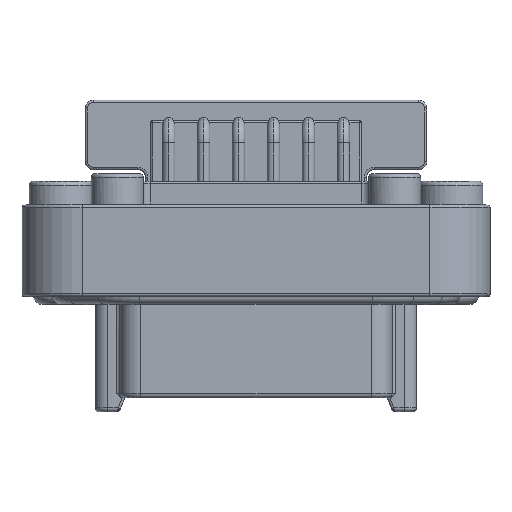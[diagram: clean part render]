
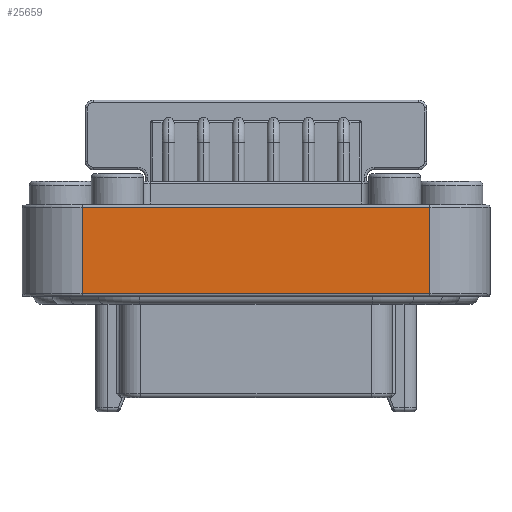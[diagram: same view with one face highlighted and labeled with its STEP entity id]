
A CAD part, top view. The second image highlights one B-rep face of the part: STEP entity #25659.
In plain terms, the highlighted planar face has unit normal (0, 0, 1).
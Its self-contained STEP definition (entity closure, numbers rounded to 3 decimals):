
#3906=DIRECTION('',(-1.,0.,0.));
#3907=VECTOR('',#3906,44.);
#3908=CARTESIAN_POINT('',(22.,30.55,17.625));
#3909=LINE('',#3908,#3907);
#4223=DIRECTION('',(0.,-1.,0.));
#4224=VECTOR('',#4223,10.96);
#4225=CARTESIAN_POINT('',(-22.,30.55,17.625));
#4226=LINE('',#4225,#4224);
#4231=DIRECTION('',(1.,0.,0.));
#4232=VECTOR('',#4231,44.);
#4233=CARTESIAN_POINT('',(-22.,19.59,17.625));
#4234=LINE('',#4233,#4232);
#4250=DIRECTION('',(0.,1.,0.));
#4251=VECTOR('',#4250,10.96);
#4252=CARTESIAN_POINT('',(22.,19.59,17.625));
#4253=LINE('',#4252,#4251);
#18998=CARTESIAN_POINT('',(-22.,30.55,17.625));
#18999=VERTEX_POINT('',#18998);
#19000=CARTESIAN_POINT('',(22.,30.55,17.625));
#19001=VERTEX_POINT('',#19000);
#20796=CARTESIAN_POINT('',(-22.,19.59,17.625));
#20797=VERTEX_POINT('',#20796);
#20798=CARTESIAN_POINT('',(22.,19.59,17.625));
#20799=VERTEX_POINT('',#20798);
#25646=CARTESIAN_POINT('',(-22.,19.29,17.625));
#25647=DIRECTION('',(0.,0.,1.));
#25648=DIRECTION('',(1.,0.,0.));
#25649=AXIS2_PLACEMENT_3D('',#25646,#25647,#25648);
#25650=PLANE('',#25649);
#25652=ORIENTED_EDGE('',*,*,#25651,.F.);
#25653=ORIENTED_EDGE('',*,*,#25641,.F.);
#25654=ORIENTED_EDGE('',*,*,#25288,.F.);
#25656=ORIENTED_EDGE('',*,*,#25655,.F.);
#25657=EDGE_LOOP('',(#25652,#25653,#25654,#25656));
#25658=FACE_OUTER_BOUND('',#25657,.F.);
#25659=ADVANCED_FACE('',(#25658),#25650,.T.);
#25288=EDGE_CURVE('',#19001,#18999,#3909,.T.);
#25641=EDGE_CURVE('',#18999,#20797,#4226,.T.);
#25651=EDGE_CURVE('',#20797,#20799,#4234,.T.);
#25655=EDGE_CURVE('',#20799,#19001,#4253,.T.);
